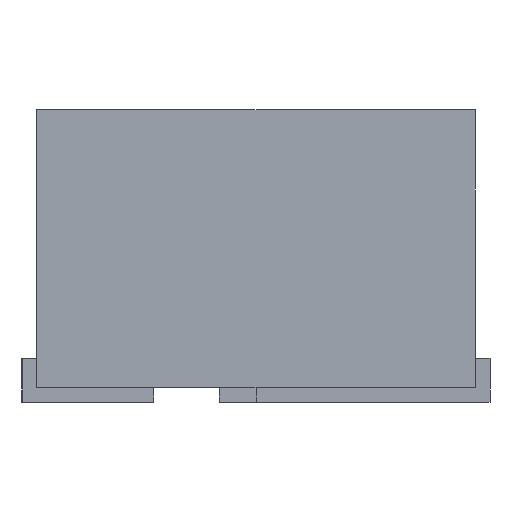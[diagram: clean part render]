
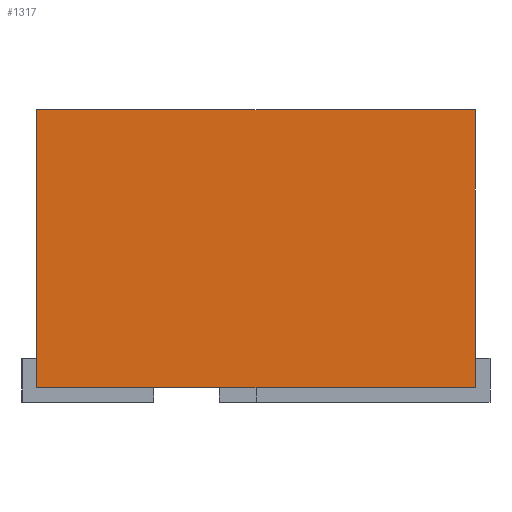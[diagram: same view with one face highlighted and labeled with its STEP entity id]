
A CAD part, front view. The second image highlights one B-rep face of the part: STEP entity #1317.
In plain terms, the highlighted planar face has unit normal (0, -1, 0).
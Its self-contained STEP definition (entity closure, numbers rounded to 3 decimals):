
#348 = VERTEX_POINT('',#349);
#349 = CARTESIAN_POINT('',(0.75,-1.,0.05));
#355 = EDGE_CURVE('',#348,#356,#358,.T.);
#356 = VERTEX_POINT('',#357);
#357 = CARTESIAN_POINT('',(-0.75,-1.,0.05));
#358 = LINE('',#359,#360);
#359 = CARTESIAN_POINT('',(0.75,-1.,0.05));
#360 = VECTOR('',#361,1.);
#361 = DIRECTION('',(-1.,0.,0.));
#759 = VERTEX_POINT('',#760);
#760 = CARTESIAN_POINT('',(0.75,-1.,1.));
#766 = EDGE_CURVE('',#348,#759,#767,.T.);
#767 = LINE('',#768,#769);
#768 = CARTESIAN_POINT('',(0.75,-1.,0.05));
#769 = VECTOR('',#770,1.);
#770 = DIRECTION('',(0.,0.,1.));
#859 = EDGE_CURVE('',#759,#860,#862,.T.);
#860 = VERTEX_POINT('',#861);
#861 = CARTESIAN_POINT('',(-0.75,-1.,1.));
#862 = LINE('',#863,#864);
#863 = CARTESIAN_POINT('',(0.75,-1.,1.));
#864 = VECTOR('',#865,1.);
#865 = DIRECTION('',(-1.,0.,0.));
#938 = EDGE_CURVE('',#356,#860,#939,.T.);
#939 = LINE('',#940,#941);
#940 = CARTESIAN_POINT('',(-0.75,-1.,0.05));
#941 = VECTOR('',#942,1.);
#942 = DIRECTION('',(0.,0.,1.));
#1317 = ADVANCED_FACE('',(#1318),#1324,.T.);
#1318 = FACE_BOUND('',#1319,.T.);
#1319 = EDGE_LOOP('',(#1320,#1321,#1322,#1323));
#1320 = ORIENTED_EDGE('',*,*,#766,.T.);
#1321 = ORIENTED_EDGE('',*,*,#859,.T.);
#1322 = ORIENTED_EDGE('',*,*,#938,.F.);
#1323 = ORIENTED_EDGE('',*,*,#355,.F.);
#1324 = PLANE('',#1325);
#1325 = AXIS2_PLACEMENT_3D('',#1326,#1327,#1328);
#1326 = CARTESIAN_POINT('',(0.75,-1.,0.05));
#1327 = DIRECTION('',(0.,-1.,0.));
#1328 = DIRECTION('',(-1.,0.,0.));
